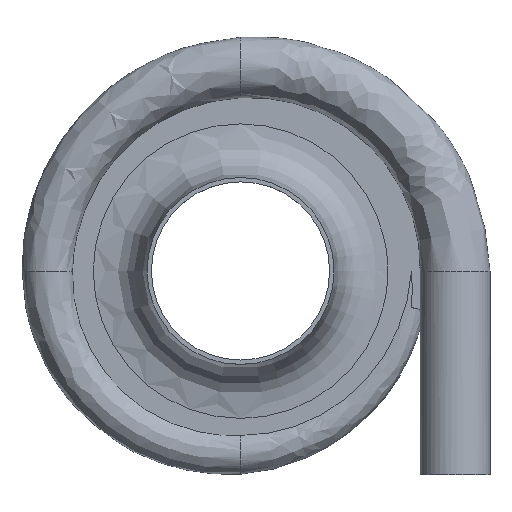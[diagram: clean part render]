
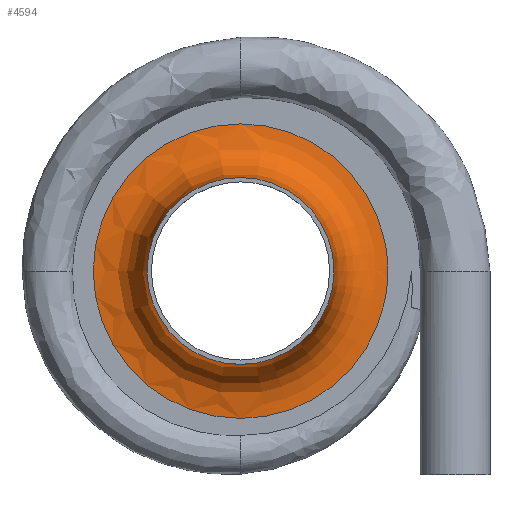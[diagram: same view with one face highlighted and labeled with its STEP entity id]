
A CAD part, top view. The second image highlights one B-rep face of the part: STEP entity #4594.
In plain terms, the highlighted face is a revolution surface.
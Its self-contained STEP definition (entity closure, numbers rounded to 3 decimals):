
#3269 = PLANE('',#3270);
#3270 = AXIS2_PLACEMENT_3D('',#3271,#3272,#3273);
#3271 = CARTESIAN_POINT('',(12.891,1.296,4.6));
#3272 = DIRECTION('',(0.,0.,1.));
#3273 = DIRECTION('',(1.,0.,0.));
#4410 = EDGE_CURVE('',#4411,#4413,#4415,.T.);
#4411 = VERTEX_POINT('',#4412);
#4412 = CARTESIAN_POINT('',(39.615,-8.42,4.6));
#4413 = VERTEX_POINT('',#4414);
#4414 = CARTESIAN_POINT('',(40.5,0.,4.6));
#4415 = SURFACE_CURVE('',#4416,(#4421,#4428),.PCURVE_S1.);
#4416 = CIRCLE('',#4417,40.5);
#4417 = AXIS2_PLACEMENT_3D('',#4418,#4419,#4420);
#4418 = CARTESIAN_POINT('',(0.,0.,4.6));
#4419 = DIRECTION('',(-0.,0.,1.));
#4420 = DIRECTION('',(1.,0.,0.));
#4421 = PCURVE('',#3269,#4422);
#4422 = DEFINITIONAL_REPRESENTATION('',(#4423),#4427);
#4423 = CIRCLE('',#4424,40.5);
#4424 = AXIS2_PLACEMENT_2D('',#4425,#4426);
#4425 = CARTESIAN_POINT('',(-12.891,-1.296));
#4426 = DIRECTION('',(1.,0.));
#4427 = ( GEOMETRIC_REPRESENTATION_CONTEXT(2) 
PARAMETRIC_REPRESENTATION_CONTEXT() REPRESENTATION_CONTEXT('2D SPACE',''
  ) );
#4428 = PCURVE('',#4429,#4439);
#4429 = SURFACE_OF_REVOLUTION('',#4430,#4436);
#4430 = B_SPLINE_CURVE_WITH_KNOTS('',3,(#4431,#4432,#4433,#4434,#4435),
  .UNSPECIFIED.,.F.,.F.,(4,1,4),(0.,0.5,1.),.QUASI_UNIFORM_KNOTS.);
#4431 = CARTESIAN_POINT('',(25.7,0.,27.));
#4432 = CARTESIAN_POINT('',(25.7,0.,19.));
#4433 = CARTESIAN_POINT('',(27.588,0.,11.507));
#4434 = CARTESIAN_POINT('',(32.5,0.,4.6));
#4435 = CARTESIAN_POINT('',(40.5,0.,4.6));
#4436 = AXIS1_PLACEMENT('',#4437,#4438);
#4437 = CARTESIAN_POINT('',(0.,0.,0.));
#4438 = DIRECTION('',(0.,0.,-1.));
#4439 = DEFINITIONAL_REPRESENTATION('',(#4440),#4444);
#4440 = LINE('',#4441,#4442);
#4441 = CARTESIAN_POINT('',(6.283,1.));
#4442 = VECTOR('',#4443,1.);
#4443 = DIRECTION('',(-1.,-0.));
#4444 = ( GEOMETRIC_REPRESENTATION_CONTEXT(2) 
PARAMETRIC_REPRESENTATION_CONTEXT() REPRESENTATION_CONTEXT('2D SPACE',''
  ) );
#4446 = EDGE_CURVE('',#4447,#4411,#4449,.T.);
#4447 = VERTEX_POINT('',#4448);
#4448 = CARTESIAN_POINT('',(0.,-40.5,4.6));
#4449 = SURFACE_CURVE('',#4450,(#4455,#4462),.PCURVE_S1.);
#4450 = CIRCLE('',#4451,40.5);
#4451 = AXIS2_PLACEMENT_3D('',#4452,#4453,#4454);
#4452 = CARTESIAN_POINT('',(0.,0.,4.6));
#4453 = DIRECTION('',(-0.,0.,1.));
#4454 = DIRECTION('',(1.,0.,0.));
#4455 = PCURVE('',#3269,#4456);
#4456 = DEFINITIONAL_REPRESENTATION('',(#4457),#4461);
#4457 = CIRCLE('',#4458,40.5);
#4458 = AXIS2_PLACEMENT_2D('',#4459,#4460);
#4459 = CARTESIAN_POINT('',(-12.891,-1.296));
#4460 = DIRECTION('',(1.,0.));
#4461 = ( GEOMETRIC_REPRESENTATION_CONTEXT(2) 
PARAMETRIC_REPRESENTATION_CONTEXT() REPRESENTATION_CONTEXT('2D SPACE',''
  ) );
#4462 = PCURVE('',#4429,#4463);
#4463 = DEFINITIONAL_REPRESENTATION('',(#4464),#4467);
#4464 = B_SPLINE_CURVE_WITH_KNOTS('',1,(#4465,#4466),.UNSPECIFIED.,.F.,
  .F.,(2,2),(4.712,6.074),.PIECEWISE_BEZIER_KNOTS.);
#4465 = CARTESIAN_POINT('',(1.571,1.));
#4466 = CARTESIAN_POINT('',(0.209,1.));
#4467 = ( GEOMETRIC_REPRESENTATION_CONTEXT(2) 
PARAMETRIC_REPRESENTATION_CONTEXT() REPRESENTATION_CONTEXT('2D SPACE',''
  ) );
#4469 = EDGE_CURVE('',#4470,#4447,#4472,.T.);
#4470 = VERTEX_POINT('',#4471);
#4471 = CARTESIAN_POINT('',(-40.5,0.,4.6));
#4472 = SURFACE_CURVE('',#4473,(#4478,#4485),.PCURVE_S1.);
#4473 = CIRCLE('',#4474,40.5);
#4474 = AXIS2_PLACEMENT_3D('',#4475,#4476,#4477);
#4475 = CARTESIAN_POINT('',(0.,0.,4.6));
#4476 = DIRECTION('',(-0.,0.,1.));
#4477 = DIRECTION('',(1.,0.,0.));
#4478 = PCURVE('',#3269,#4479);
#4479 = DEFINITIONAL_REPRESENTATION('',(#4480),#4484);
#4480 = CIRCLE('',#4481,40.5);
#4481 = AXIS2_PLACEMENT_2D('',#4482,#4483);
#4482 = CARTESIAN_POINT('',(-12.891,-1.296));
#4483 = DIRECTION('',(1.,0.));
#4484 = ( GEOMETRIC_REPRESENTATION_CONTEXT(2) 
PARAMETRIC_REPRESENTATION_CONTEXT() REPRESENTATION_CONTEXT('2D SPACE',''
  ) );
#4485 = PCURVE('',#4429,#4486);
#4486 = DEFINITIONAL_REPRESENTATION('',(#4487),#4490);
#4487 = B_SPLINE_CURVE_WITH_KNOTS('',1,(#4488,#4489),.UNSPECIFIED.,.F.,
  .F.,(2,2),(3.142,4.712),.PIECEWISE_BEZIER_KNOTS.);
#4488 = CARTESIAN_POINT('',(3.142,1.));
#4489 = CARTESIAN_POINT('',(1.571,1.));
#4490 = ( GEOMETRIC_REPRESENTATION_CONTEXT(2) 
PARAMETRIC_REPRESENTATION_CONTEXT() REPRESENTATION_CONTEXT('2D SPACE',''
  ) );
#4492 = EDGE_CURVE('',#4493,#4470,#4495,.T.);
#4493 = VERTEX_POINT('',#4494);
#4494 = CARTESIAN_POINT('',(0.,40.5,4.6));
#4495 = SURFACE_CURVE('',#4496,(#4501,#4508),.PCURVE_S1.);
#4496 = CIRCLE('',#4497,40.5);
#4497 = AXIS2_PLACEMENT_3D('',#4498,#4499,#4500);
#4498 = CARTESIAN_POINT('',(0.,0.,4.6));
#4499 = DIRECTION('',(-0.,0.,1.));
#4500 = DIRECTION('',(1.,0.,0.));
#4501 = PCURVE('',#3269,#4502);
#4502 = DEFINITIONAL_REPRESENTATION('',(#4503),#4507);
#4503 = CIRCLE('',#4504,40.5);
#4504 = AXIS2_PLACEMENT_2D('',#4505,#4506);
#4505 = CARTESIAN_POINT('',(-12.891,-1.296));
#4506 = DIRECTION('',(1.,0.));
#4507 = ( GEOMETRIC_REPRESENTATION_CONTEXT(2) 
PARAMETRIC_REPRESENTATION_CONTEXT() REPRESENTATION_CONTEXT('2D SPACE',''
  ) );
#4508 = PCURVE('',#4429,#4509);
#4509 = DEFINITIONAL_REPRESENTATION('',(#4510),#4513);
#4510 = B_SPLINE_CURVE_WITH_KNOTS('',1,(#4511,#4512),.UNSPECIFIED.,.F.,
  .F.,(2,2),(1.571,3.142),.PIECEWISE_BEZIER_KNOTS.);
#4511 = CARTESIAN_POINT('',(4.712,1.));
#4512 = CARTESIAN_POINT('',(3.142,1.));
#4513 = ( GEOMETRIC_REPRESENTATION_CONTEXT(2) 
PARAMETRIC_REPRESENTATION_CONTEXT() REPRESENTATION_CONTEXT('2D SPACE',''
  ) );
#4515 = EDGE_CURVE('',#4516,#4493,#4518,.T.);
#4516 = VERTEX_POINT('',#4517);
#4517 = CARTESIAN_POINT('',(39.615,8.42,4.6));
#4518 = SURFACE_CURVE('',#4519,(#4524,#4531),.PCURVE_S1.);
#4519 = CIRCLE('',#4520,40.5);
#4520 = AXIS2_PLACEMENT_3D('',#4521,#4522,#4523);
#4521 = CARTESIAN_POINT('',(0.,0.,4.6));
#4522 = DIRECTION('',(-0.,0.,1.));
#4523 = DIRECTION('',(1.,0.,0.));
#4524 = PCURVE('',#3269,#4525);
#4525 = DEFINITIONAL_REPRESENTATION('',(#4526),#4530);
#4526 = CIRCLE('',#4527,40.5);
#4527 = AXIS2_PLACEMENT_2D('',#4528,#4529);
#4528 = CARTESIAN_POINT('',(-12.891,-1.296));
#4529 = DIRECTION('',(1.,0.));
#4530 = ( GEOMETRIC_REPRESENTATION_CONTEXT(2) 
PARAMETRIC_REPRESENTATION_CONTEXT() REPRESENTATION_CONTEXT('2D SPACE',''
  ) );
#4531 = PCURVE('',#4429,#4532);
#4532 = DEFINITIONAL_REPRESENTATION('',(#4533),#4536);
#4533 = B_SPLINE_CURVE_WITH_KNOTS('',1,(#4534,#4535),.UNSPECIFIED.,.F.,
  .F.,(2,2),(0.209,1.571),.PIECEWISE_BEZIER_KNOTS.);
#4534 = CARTESIAN_POINT('',(6.074,1.));
#4535 = CARTESIAN_POINT('',(4.712,1.));
#4536 = ( GEOMETRIC_REPRESENTATION_CONTEXT(2) 
PARAMETRIC_REPRESENTATION_CONTEXT() REPRESENTATION_CONTEXT('2D SPACE',''
  ) );
#4538 = EDGE_CURVE('',#4413,#4516,#4539,.T.);
#4539 = SURFACE_CURVE('',#4540,(#4545,#4552),.PCURVE_S1.);
#4540 = CIRCLE('',#4541,40.5);
#4541 = AXIS2_PLACEMENT_3D('',#4542,#4543,#4544);
#4542 = CARTESIAN_POINT('',(0.,0.,4.6));
#4543 = DIRECTION('',(-0.,0.,1.));
#4544 = DIRECTION('',(1.,0.,0.));
#4545 = PCURVE('',#3269,#4546);
#4546 = DEFINITIONAL_REPRESENTATION('',(#4547),#4551);
#4547 = CIRCLE('',#4548,40.5);
#4548 = AXIS2_PLACEMENT_2D('',#4549,#4550);
#4549 = CARTESIAN_POINT('',(-12.891,-1.296));
#4550 = DIRECTION('',(1.,0.));
#4551 = ( GEOMETRIC_REPRESENTATION_CONTEXT(2) 
PARAMETRIC_REPRESENTATION_CONTEXT() REPRESENTATION_CONTEXT('2D SPACE',''
  ) );
#4552 = PCURVE('',#4429,#4553);
#4553 = DEFINITIONAL_REPRESENTATION('',(#4554),#4558);
#4554 = LINE('',#4555,#4556);
#4555 = CARTESIAN_POINT('',(6.283,1.));
#4556 = VECTOR('',#4557,1.);
#4557 = DIRECTION('',(-1.,-0.));
#4558 = ( GEOMETRIC_REPRESENTATION_CONTEXT(2) 
PARAMETRIC_REPRESENTATION_CONTEXT() REPRESENTATION_CONTEXT('2D SPACE',''
  ) );
#4583 = CYLINDRICAL_SURFACE('',#4584,25.7);
#4584 = AXIS2_PLACEMENT_3D('',#4585,#4586,#4587);
#4585 = CARTESIAN_POINT('',(0.,0.,32.));
#4586 = DIRECTION('',(0.,0.,-1.));
#4587 = DIRECTION('',(1.,0.,0.));
#4594 = ADVANCED_FACE('',(#4595),#4429,.T.);
#4595 = FACE_BOUND('',#4596,.T.);
#4596 = EDGE_LOOP('',(#4597,#4622,#4644,#4645,#4646,#4647,#4648,#4649,
    #4650));
#4597 = ORIENTED_EDGE('',*,*,#4598,.F.);
#4598 = EDGE_CURVE('',#4599,#4413,#4601,.T.);
#4599 = VERTEX_POINT('',#4600);
#4600 = CARTESIAN_POINT('',(25.7,0.,27.));
#4601 = SEAM_CURVE('',#4602,(#4608,#4615),.PCURVE_S1.);
#4602 = B_SPLINE_CURVE_WITH_KNOTS('',3,(#4603,#4604,#4605,#4606,#4607),
  .UNSPECIFIED.,.F.,.F.,(4,1,4),(0.,0.5,1.),.QUASI_UNIFORM_KNOTS.);
#4603 = CARTESIAN_POINT('',(25.7,0.,27.));
#4604 = CARTESIAN_POINT('',(25.7,0.,19.));
#4605 = CARTESIAN_POINT('',(27.588,0.,11.507));
#4606 = CARTESIAN_POINT('',(32.5,0.,4.6));
#4607 = CARTESIAN_POINT('',(40.5,0.,4.6));
#4608 = PCURVE('',#4429,#4609);
#4609 = DEFINITIONAL_REPRESENTATION('',(#4610),#4614);
#4610 = LINE('',#4611,#4612);
#4611 = CARTESIAN_POINT('',(0.,0.));
#4612 = VECTOR('',#4613,1.);
#4613 = DIRECTION('',(0.,1.));
#4614 = ( GEOMETRIC_REPRESENTATION_CONTEXT(2) 
PARAMETRIC_REPRESENTATION_CONTEXT() REPRESENTATION_CONTEXT('2D SPACE',''
  ) );
#4615 = PCURVE('',#4429,#4616);
#4616 = DEFINITIONAL_REPRESENTATION('',(#4617),#4621);
#4617 = LINE('',#4618,#4619);
#4618 = CARTESIAN_POINT('',(6.283,0.));
#4619 = VECTOR('',#4620,1.);
#4620 = DIRECTION('',(0.,1.));
#4621 = ( GEOMETRIC_REPRESENTATION_CONTEXT(2) 
PARAMETRIC_REPRESENTATION_CONTEXT() REPRESENTATION_CONTEXT('2D SPACE',''
  ) );
#4622 = ORIENTED_EDGE('',*,*,#4623,.T.);
#4623 = EDGE_CURVE('',#4599,#4599,#4624,.T.);
#4624 = SURFACE_CURVE('',#4625,(#4630,#4637),.PCURVE_S1.);
#4625 = CIRCLE('',#4626,25.7);
#4626 = AXIS2_PLACEMENT_3D('',#4627,#4628,#4629);
#4627 = CARTESIAN_POINT('',(0.,0.,27.));
#4628 = DIRECTION('',(0.,0.,-1.));
#4629 = DIRECTION('',(1.,0.,0.));
#4630 = PCURVE('',#4429,#4631);
#4631 = DEFINITIONAL_REPRESENTATION('',(#4632),#4636);
#4632 = LINE('',#4633,#4634);
#4633 = CARTESIAN_POINT('',(0.,0.));
#4634 = VECTOR('',#4635,1.);
#4635 = DIRECTION('',(1.,0.));
#4636 = ( GEOMETRIC_REPRESENTATION_CONTEXT(2) 
PARAMETRIC_REPRESENTATION_CONTEXT() REPRESENTATION_CONTEXT('2D SPACE',''
  ) );
#4637 = PCURVE('',#4583,#4638);
#4638 = DEFINITIONAL_REPRESENTATION('',(#4639),#4643);
#4639 = LINE('',#4640,#4641);
#4640 = CARTESIAN_POINT('',(0.,5.));
#4641 = VECTOR('',#4642,1.);
#4642 = DIRECTION('',(1.,0.));
#4643 = ( GEOMETRIC_REPRESENTATION_CONTEXT(2) 
PARAMETRIC_REPRESENTATION_CONTEXT() REPRESENTATION_CONTEXT('2D SPACE',''
  ) );
#4644 = ORIENTED_EDGE('',*,*,#4598,.T.);
#4645 = ORIENTED_EDGE('',*,*,#4538,.T.);
#4646 = ORIENTED_EDGE('',*,*,#4515,.T.);
#4647 = ORIENTED_EDGE('',*,*,#4492,.T.);
#4648 = ORIENTED_EDGE('',*,*,#4469,.T.);
#4649 = ORIENTED_EDGE('',*,*,#4446,.T.);
#4650 = ORIENTED_EDGE('',*,*,#4410,.T.);
